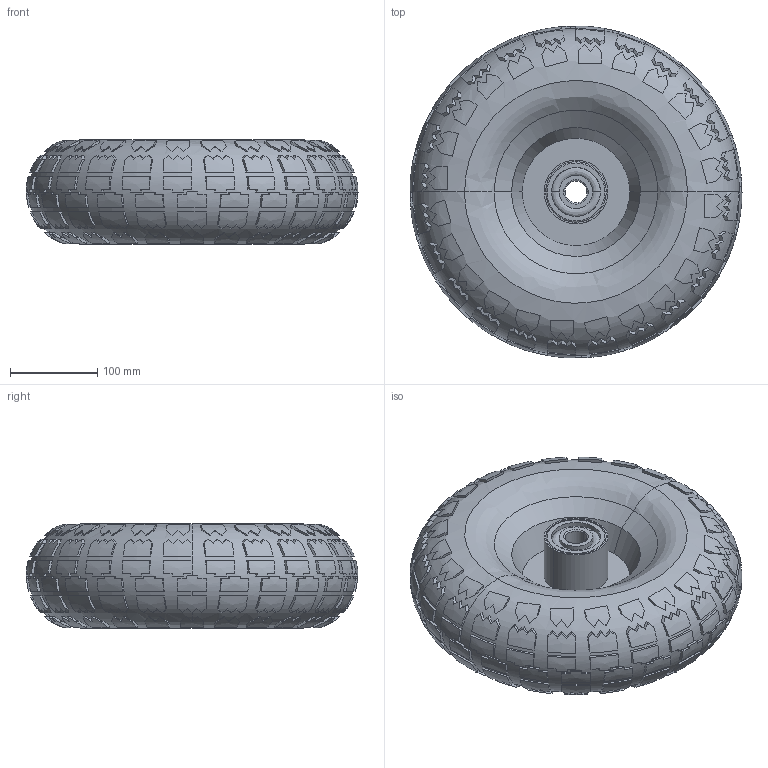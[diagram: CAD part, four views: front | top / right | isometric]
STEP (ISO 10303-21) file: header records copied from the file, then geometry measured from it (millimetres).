
FILE_DESCRIPTION(('FreeCAD Model'),'2;1');
FILE_NAME('Open CASCADE Shape Model','2025-05-03T00:22:07',('FreeCAD'),( 'FreeCAD'),'Open CASCADE STEP processor 7.6','FreeCAD','Unknown');
FILE_SCHEMA(('AUTOMOTIVE_DESIGN { 1 0 10303 214 1 1 1 1 }'));
Products named in the file (1): Open CASCADE STEP translator 7.6 1
Bounding box: 380.68 x 380.61 x 119.54 mm (x, y, z)
Volume: 9378736.5 mm3; surface area: 453778 mm2
Topology: 3 solids, 3 shells, 1379 faces, 3641 edges, 2408 vertices
Faces by surface type: bspline 1379
Entity records: 44289 total; most frequent: CARTESIAN_POINT 22423, ORIENTED_EDGE 7282, EDGE_CURVE 3641, B_SPLINE_CURVE_WITH_KNOTS 2921, VERTEX_POINT 2408, FACE_BOUND 1525, EDGE_LOOP 1525, ADVANCED_FACE 1379
